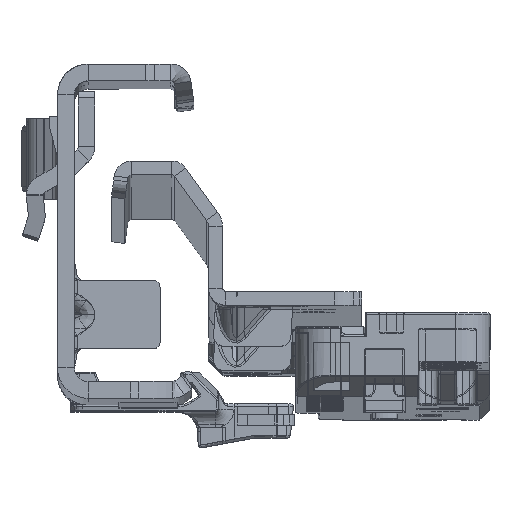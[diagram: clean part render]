
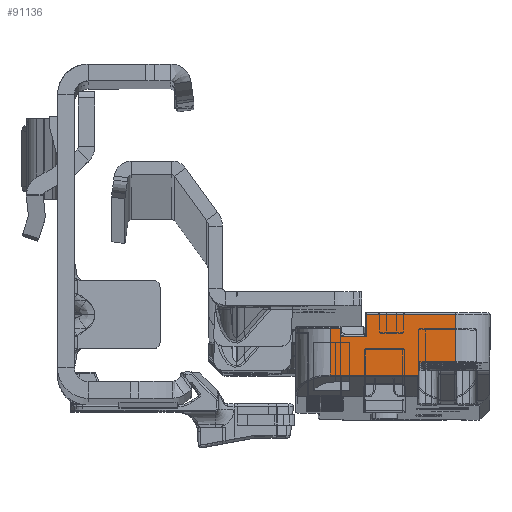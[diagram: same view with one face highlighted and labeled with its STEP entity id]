
A CAD part, top view. The second image highlights one B-rep face of the part: STEP entity #91136.
In plain terms, the highlighted face is planar.
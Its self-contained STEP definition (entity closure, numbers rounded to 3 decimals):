
#344 = CARTESIAN_POINT ( 'NONE',  ( 19.8, -1.15, -284.5 ) ) ;
#816 = VECTOR ( 'NONE', #15896, 1000. ) ;
#898 = ORIENTED_EDGE ( 'NONE', *, *, #120585, .T. ) ;
#6889 = ORIENTED_EDGE ( 'NONE', *, *, #40543, .T. ) ;
#9431 = CIRCLE ( 'NONE', #108111, 0.2 ) ;
#10894 = DIRECTION ( 'NONE',  ( 1., 0., 0. ) ) ;
#10934 = EDGE_CURVE ( 'NONE', #41418, #74667, #9431, .T. ) ;
#12917 = VERTEX_POINT ( 'NONE', #118587 ) ;
#14783 = CARTESIAN_POINT ( 'NONE',  ( -13.7, 2.1, -284.5 ) ) ;
#15896 = DIRECTION ( 'NONE',  ( 1., 0., 0. ) ) ;
#15951 = DIRECTION ( 'NONE',  ( -1., 0., 0. ) ) ;
#19203 = EDGE_CURVE ( 'NONE', #46546, #74667, #58285, .T. ) ;
#21953 = AXIS2_PLACEMENT_3D ( 'NONE', #101613, #81662, #10894 ) ;
#24034 = LINE ( 'NONE', #112181, #73155 ) ;
#25098 = CARTESIAN_POINT ( 'NONE',  ( 4.6, 0.1, -284.5 ) ) ;
#25650 = VECTOR ( 'NONE', #48631, 1000. ) ;
#29121 = CARTESIAN_POINT ( 'NONE',  ( 3.15, 0.1, -284.5 ) ) ;
#30260 = PLANE ( 'NONE',  #21953 ) ;
#31250 = VERTEX_POINT ( 'NONE', #99048 ) ;
#31335 = CARTESIAN_POINT ( 'NONE',  ( -8.3, -6.669, -284.5 ) ) ;
#31913 = ORIENTED_EDGE ( 'NONE', *, *, #84812, .T. ) ;
#35269 = VECTOR ( 'NONE', #119692, 1000. ) ;
#35598 = VECTOR ( 'NONE', #88502, 1000. ) ;
#37530 = ORIENTED_EDGE ( 'NONE', *, *, #90601, .T. ) ;
#40543 = EDGE_CURVE ( 'NONE', #12917, #103166, #104118, .T. ) ;
#41217 = ORIENTED_EDGE ( 'NONE', *, *, #105312, .T. ) ;
#41418 = VERTEX_POINT ( 'NONE', #67579 ) ;
#41444 = DIRECTION ( 'NONE',  ( 0., -1., 0. ) ) ;
#44681 = CARTESIAN_POINT ( 'NONE',  ( -8.291, -6.749, -284.5 ) ) ;
#46546 = VERTEX_POINT ( 'NONE', #54736 ) ;
#47622 = VECTOR ( 'NONE', #126294, 1000. ) ;
#48631 = DIRECTION ( 'NONE',  ( 1., 0., 0. ) ) ;
#48781 = CARTESIAN_POINT ( 'NONE',  ( 3.15, -1.15, -284.5 ) ) ;
#51997 = VECTOR ( 'NONE', #52148, 1000. ) ;
#52148 = DIRECTION ( 'NONE',  ( 1., 0., 0. ) ) ;
#52228 = DIRECTION ( 'NONE',  ( 1., 0., 0. ) ) ;
#52509 = ORIENTED_EDGE ( 'NONE', *, *, #105036, .F. ) ;
#53714 = CARTESIAN_POINT ( 'NONE',  ( -8.3, -6.669, -284.5 ) ) ;
#54736 = CARTESIAN_POINT ( 'NONE',  ( -13.7, -5., -284.5 ) ) ;
#58050 = EDGE_CURVE ( 'NONE', #41418, #113179, #88750, .T. ) ;
#58285 = LINE ( 'NONE', #78188, #25650 ) ;
#59239 = CARTESIAN_POINT ( 'NONE',  ( 4.6, -242.444, -284.5 ) ) ;
#59423 = ORIENTED_EDGE ( 'NONE', *, *, #19203, .F. ) ;
#60735 = ORIENTED_EDGE ( 'NONE', *, *, #76421, .T. ) ;
#63294 = CARTESIAN_POINT ( 'NONE',  ( -13.7, 2., -284.5 ) ) ;
#64115 = VECTOR ( 'NONE', #102552, 1000. ) ;
#64858 = EDGE_LOOP ( 'NONE', ( #41217, #106032, #124337, #52509, #6889, #31913, #85611, #85394, #59423, #898, #60735, #37530 ) ) ;
#66902 = DIRECTION ( 'NONE',  ( 0., -1., 0. ) ) ;
#67579 = CARTESIAN_POINT ( 'NONE',  ( -8.3, -5.2, -284.5 ) ) ;
#73155 = VECTOR ( 'NONE', #41444, 1000. ) ;
#73850 = VERTEX_POINT ( 'NONE', #75158 ) ;
#74667 = VERTEX_POINT ( 'NONE', #108137 ) ;
#75158 = CARTESIAN_POINT ( 'NONE',  ( 4.6, 0.1, -284.5 ) ) ;
#75696 = LINE ( 'NONE', #93127, #816 ) ;
#76421 = EDGE_CURVE ( 'NONE', #93482, #31250, #75696, .T. ) ;
#77915 = CARTESIAN_POINT ( 'NONE',  ( 3.15, 0.1, -284.5 ) ) ;
#78188 = CARTESIAN_POINT ( 'NONE',  ( -8.3, -5., -284.5 ) ) ;
#79066 = CARTESIAN_POINT ( 'NONE',  ( -8.3, 0., -284.5 ) ) ;
#81662 = DIRECTION ( 'NONE',  ( 0., 0., 1. ) ) ;
#82976 = LINE ( 'NONE', #25098, #51997 ) ;
#83689 = DIRECTION ( 'NONE',  ( 0., 0., 1. ) ) ;
#83907 = CARTESIAN_POINT ( 'NONE',  ( -8.3, -6.71, -284.5 ) ) ;
#84812 = EDGE_CURVE ( 'NONE', #103166, #113179, #94803, .T. ) ;
#85394 = ORIENTED_EDGE ( 'NONE', *, *, #10934, .T. ) ;
#85531 = EDGE_CURVE ( 'NONE', #110100, #73850, #82976, .T. ) ;
#85611 = ORIENTED_EDGE ( 'NONE', *, *, #58050, .F. ) ;
#86974 = CARTESIAN_POINT ( 'NONE',  ( -8.273, -6.785, -284.5 ) ) ;
#88502 = DIRECTION ( 'NONE',  ( 1., 0., 0. ) ) ;
#88750 = LINE ( 'NONE', #79066, #126445 ) ;
#90601 = EDGE_CURVE ( 'NONE', #31250, #98657, #24034, .T. ) ;
#90695 = FACE_OUTER_BOUND ( 'NONE', #64858, .T. ) ;
#91136 = ADVANCED_FACE ( 'NONE', ( #90695 ), #30260, .F. ) ;
#92896 = LINE ( 'NONE', #63294, #64115 ) ;
#93127 = CARTESIAN_POINT ( 'NONE',  ( -0.7, 2.1, -284.5 ) ) ;
#93482 = VERTEX_POINT ( 'NONE', #14783 ) ;
#94803 =( BOUNDED_CURVE ( )  B_SPLINE_CURVE ( 3, ( #112910, #44681, #83907, #53714 ),
 .UNSPECIFIED., .F., .F. ) 
 B_SPLINE_CURVE_WITH_KNOTS ( ( 4, 4 ),
 ( 1.047, 1.571 ),
 .UNSPECIFIED. ) 
 CURVE ( )  GEOMETRIC_REPRESENTATION_ITEM ( )  RATIONAL_B_SPLINE_CURVE ( ( 1., 0.977, 0.977, 1. ) ) 
 REPRESENTATION_ITEM ( '' )  );
#98657 = VERTEX_POINT ( 'NONE', #114089 ) ;
#98794 = LINE ( 'NONE', #344, #35598 ) ;
#99048 = CARTESIAN_POINT ( 'NONE',  ( -0.75, 2.1, -284.5 ) ) ;
#100317 = LINE ( 'NONE', #29121, #47622 ) ;
#101613 = CARTESIAN_POINT ( 'NONE',  ( 19.8, 2.6, -284.5 ) ) ;
#101738 = CARTESIAN_POINT ( 'NONE',  ( -8.5, -5.2, -284.5 ) ) ;
#102552 = DIRECTION ( 'NONE',  ( 0., 1., 0. ) ) ;
#103166 = VERTEX_POINT ( 'NONE', #86974 ) ;
#104118 = LINE ( 'NONE', #121523, #120672 ) ;
#105036 = EDGE_CURVE ( 'NONE', #12917, #73850, #117780, .T. ) ;
#105312 = EDGE_CURVE ( 'NONE', #98657, #108870, #98794, .T. ) ;
#106032 = ORIENTED_EDGE ( 'NONE', *, *, #119710, .T. ) ;
#108111 = AXIS2_PLACEMENT_3D ( 'NONE', #101738, #83689, #52228 ) ;
#108137 = CARTESIAN_POINT ( 'NONE',  ( -8.5, -5., -284.5 ) ) ;
#108870 = VERTEX_POINT ( 'NONE', #48781 ) ;
#110100 = VERTEX_POINT ( 'NONE', #77915 ) ;
#112181 = CARTESIAN_POINT ( 'NONE',  ( -0.75, -0.9, -284.5 ) ) ;
#112910 = CARTESIAN_POINT ( 'NONE',  ( -8.273, -6.785, -284.5 ) ) ;
#113179 = VERTEX_POINT ( 'NONE', #31335 ) ;
#114089 = CARTESIAN_POINT ( 'NONE',  ( -0.75, -1.15, -284.5 ) ) ;
#117780 = LINE ( 'NONE', #59239, #35269 ) ;
#118587 = CARTESIAN_POINT ( 'NONE',  ( 4.6, -6.785, -284.5 ) ) ;
#119692 = DIRECTION ( 'NONE',  ( 0., 1., 0. ) ) ;
#119710 = EDGE_CURVE ( 'NONE', #108870, #110100, #100317, .T. ) ;
#120585 = EDGE_CURVE ( 'NONE', #46546, #93482, #92896, .T. ) ;
#120672 = VECTOR ( 'NONE', #15951, 1000. ) ;
#121523 = CARTESIAN_POINT ( 'NONE',  ( -8.3, -6.785, -284.5 ) ) ;
#124337 = ORIENTED_EDGE ( 'NONE', *, *, #85531, .T. ) ;
#126294 = DIRECTION ( 'NONE',  ( 0., 1., 0. ) ) ;
#126445 = VECTOR ( 'NONE', #66902, 1000. ) ;
